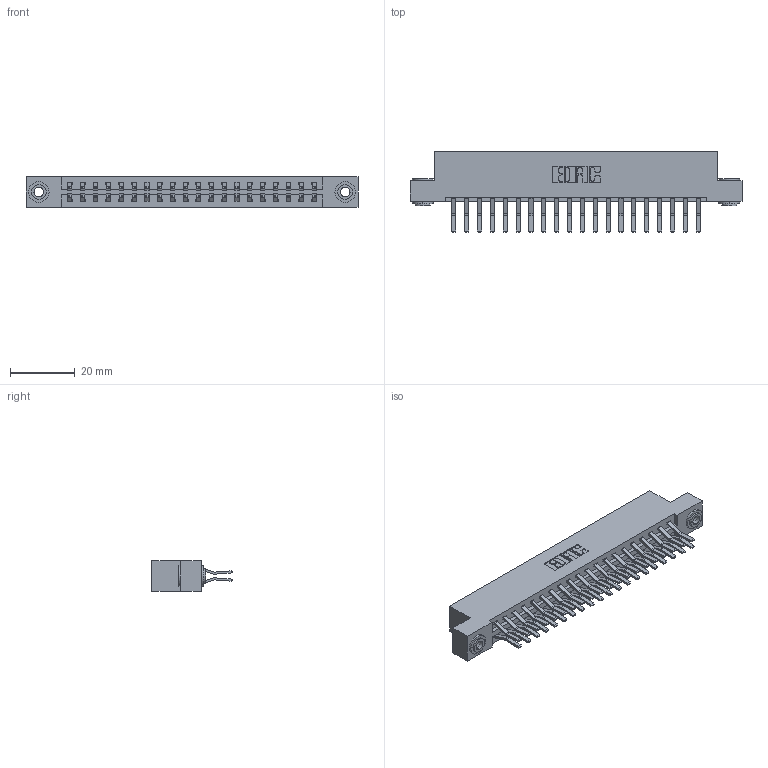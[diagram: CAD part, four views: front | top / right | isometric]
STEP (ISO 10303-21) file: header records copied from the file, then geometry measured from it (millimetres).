
FILE_DESCRIPTION (( 'STEP AP203' ), '1' );
FILE_NAME ('387-040-560-203.STEP', '2018-09-19T17:31:49', ( '' ), ( '' ), 'SwSTEP 2.0', 'SolidWorks 2016', '' );
FILE_SCHEMA (( 'CONFIG_CONTROL_DESIGN' ));
Length unit declared in the file: inch
Products named in the file (4): 345-250-002_345-250-002-102; 387-040-560-203; 337 Part_Flush Mounting Lugs - 0.156 Dia-TH; 345-292-001_560 Tail
Assembly tree (43 placements, depth 2):
  387-040-560-203
    337 Part_Flush Mounting Lugs - 0.156 Dia-TH
    345-292-001_560 Tail  x40
    345-250-002_345-250-002-102  x2
Bounding box: 102.26 x 24.78 x 9.4 mm (x, y, z)
Volume: 10765.7 mm3; surface area: 12940.2 mm2
Topology: 43 solids, 43 shells, 2392 faces, 7067 edges, 4654 vertices
Faces by surface type: plane 1600, cylinder 784, cone 8
Entity records: 19090 total; most frequent: CARTESIAN_POINT 3209, ORIENTED_EDGE 3138, DIRECTION 2807, EDGE_CURVE 1569, LINE 1413, VECTOR 1413, VERTEX_POINT 1042, AXIS2_PLACEMENT_3D 697
